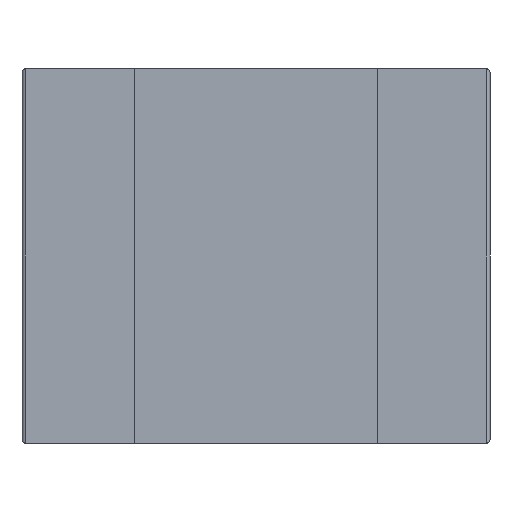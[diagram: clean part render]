
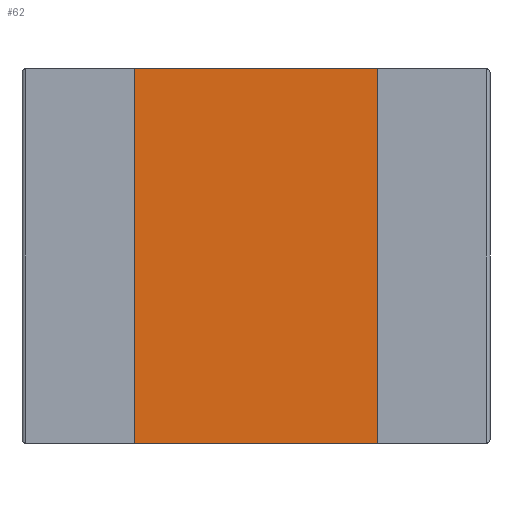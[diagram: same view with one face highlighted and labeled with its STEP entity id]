
A CAD part, front view. The second image highlights one B-rep face of the part: STEP entity #62.
In plain terms, the highlighted planar face has unit normal (0, -1, 0).
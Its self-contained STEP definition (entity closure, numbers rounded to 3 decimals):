
#53 = LINE ( 'NONE', #133, #1971 ) ;
#62 = ADVANCED_FACE ( 'NONE', ( #890 ), #1779, .F. ) ;
#117 = DIRECTION ( 'NONE',  ( 0., 1., 0. ) ) ;
#132 = DIRECTION ( 'NONE',  ( 1., 0., 0. ) ) ;
#133 = CARTESIAN_POINT ( 'NONE',  ( -0.65, 0., 1. ) ) ;
#149 = CARTESIAN_POINT ( 'NONE',  ( 1.25, 0., -1. ) ) ;
#155 = DIRECTION ( 'NONE',  ( 0., 0., 1. ) ) ;
#203 = AXIS2_PLACEMENT_3D ( 'NONE', #1639, #117, #285 ) ;
#204 = ORIENTED_EDGE ( 'NONE', *, *, #511, .T. ) ;
#285 = DIRECTION ( 'NONE',  ( -1., 0., 0. ) ) ;
#367 = ORIENTED_EDGE ( 'NONE', *, *, #1717, .F. ) ;
#371 = VECTOR ( 'NONE', #865, 1000. ) ;
#387 = CARTESIAN_POINT ( 'NONE',  ( 1.25, 0., 1. ) ) ;
#413 = CARTESIAN_POINT ( 'NONE',  ( 0.65, 0., 1. ) ) ;
#511 = EDGE_CURVE ( 'NONE', #798, #645, #568, .T. ) ;
#568 = LINE ( 'NONE', #149, #962 ) ;
#645 = VERTEX_POINT ( 'NONE', #1603 ) ;
#673 = ORIENTED_EDGE ( 'NONE', *, *, #1799, .F. ) ;
#777 = LINE ( 'NONE', #413, #371 ) ;
#798 = VERTEX_POINT ( 'NONE', #1770 ) ;
#865 = DIRECTION ( 'NONE',  ( 0., 0., -1. ) ) ;
#890 = FACE_OUTER_BOUND ( 'NONE', #1664, .T. ) ;
#953 = CARTESIAN_POINT ( 'NONE',  ( -0.65, 0., 1. ) ) ;
#962 = VECTOR ( 'NONE', #132, 1000. ) ;
#1097 = LINE ( 'NONE', #387, #1644 ) ;
#1182 = ORIENTED_EDGE ( 'NONE', *, *, #1986, .F. ) ;
#1385 = VERTEX_POINT ( 'NONE', #1489 ) ;
#1489 = CARTESIAN_POINT ( 'NONE',  ( 0.65, 0., 1. ) ) ;
#1594 = VERTEX_POINT ( 'NONE', #953 ) ;
#1601 = DIRECTION ( 'NONE',  ( 1., 0., 0. ) ) ;
#1603 = CARTESIAN_POINT ( 'NONE',  ( 0.65, 0., -1. ) ) ;
#1639 = CARTESIAN_POINT ( 'NONE',  ( 1.25, 0., 1. ) ) ;
#1644 = VECTOR ( 'NONE', #1601, 1000. ) ;
#1664 = EDGE_LOOP ( 'NONE', ( #673, #367, #1182, #204 ) ) ;
#1717 = EDGE_CURVE ( 'NONE', #1594, #1385, #1097, .T. ) ;
#1770 = CARTESIAN_POINT ( 'NONE',  ( -0.65, 0., -1. ) ) ;
#1779 = PLANE ( 'NONE',  #203 ) ;
#1799 = EDGE_CURVE ( 'NONE', #1385, #645, #777, .T. ) ;
#1971 = VECTOR ( 'NONE', #155, 1000. ) ;
#1986 = EDGE_CURVE ( 'NONE', #798, #1594, #53, .T. ) ;
